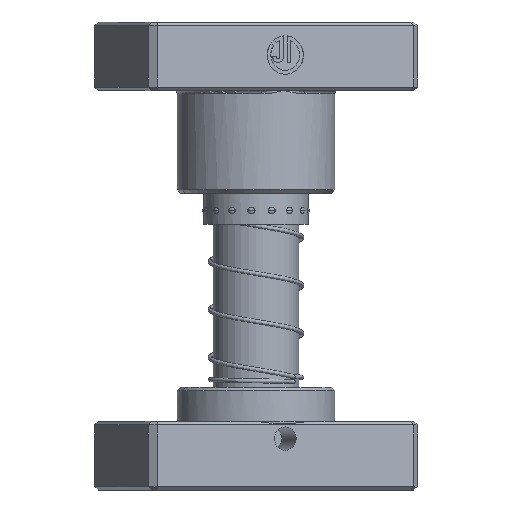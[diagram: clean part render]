
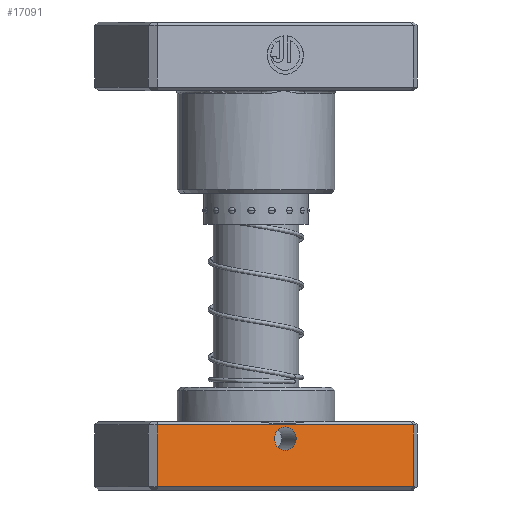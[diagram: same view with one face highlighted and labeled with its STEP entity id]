
A CAD part, front view. The second image highlights one B-rep face of the part: STEP entity #17091.
In plain terms, the highlighted face is planar.
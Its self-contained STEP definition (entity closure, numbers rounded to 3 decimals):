
#1410 = VECTOR ( 'NONE', #29196, 1000. ) ;
#1518 = VERTEX_POINT ( 'NONE', #32322 ) ;
#1726 = EDGE_CURVE ( 'NONE', #1518, #41143, #40886, .T. ) ;
#2758 = EDGE_CURVE ( 'NONE', #25326, #1518, #8988, .T. ) ;
#4101 = AXIS2_PLACEMENT_3D ( 'NONE', #28969, #9613, #32179 ) ;
#4245 = DIRECTION ( 'NONE',  ( 0., 1., 0. ) ) ;
#5023 = VERTEX_POINT ( 'NONE', #35324 ) ;
#8787 = DIRECTION ( 'NONE',  ( 0., -1., 0. ) ) ;
#8878 = CARTESIAN_POINT ( 'NONE',  ( 40., -24., 19. ) ) ;
#8988 = LINE ( 'NONE', #22704, #1410 ) ;
#9557 = DIRECTION ( 'NONE',  ( -1., 0., 0. ) ) ;
#9613 = DIRECTION ( 'NONE',  ( 0., -1., 0. ) ) ;
#9652 = AXIS2_PLACEMENT_3D ( 'NONE', #28150, #8787, #31398 ) ;
#10250 = CARTESIAN_POINT ( 'NONE',  ( -40., -24., 19. ) ) ;
#10456 = ORIENTED_EDGE ( 'NONE', *, *, #2758, .T. ) ;
#10641 = CARTESIAN_POINT ( 'NONE',  ( -40., -24., 20. ) ) ;
#11080 = EDGE_LOOP ( 'NONE', ( #10456, #26684, #16431, #28609 ) ) ;
#15596 = EDGE_CURVE ( 'NONE', #5023, #29578, #39150, .T. ) ;
#15805 = CARTESIAN_POINT ( 'NONE',  ( -40., -24., 19. ) ) ;
#16204 = EDGE_CURVE ( 'NONE', #39346, #25326, #32578, .T. ) ;
#16431 = ORIENTED_EDGE ( 'NONE', *, *, #24470, .F. ) ;
#17081 = CARTESIAN_POINT ( 'NONE',  ( -40., -24., 1. ) ) ;
#17091 = ADVANCED_FACE ( 'NONE', ( #28972, #37531 ), #33053, .F. ) ;
#19055 = EDGE_CURVE ( 'NONE', #29578, #5023, #34352, .T. ) ;
#20321 = DIRECTION ( 'NONE',  ( 1., 0., 0. ) ) ;
#20867 = CARTESIAN_POINT ( 'NONE',  ( 0., -24., 18.4 ) ) ;
#22704 = CARTESIAN_POINT ( 'NONE',  ( -40., -24., 20. ) ) ;
#24400 = VECTOR ( 'NONE', #32360, 1000. ) ;
#24470 = EDGE_CURVE ( 'NONE', #39346, #41143, #41577, .T. ) ;
#25326 = VERTEX_POINT ( 'NONE', #10250 ) ;
#26684 = ORIENTED_EDGE ( 'NONE', *, *, #1726, .T. ) ;
#26872 = DIRECTION ( 'NONE',  ( 0., 0., 1. ) ) ;
#28150 = CARTESIAN_POINT ( 'NONE',  ( 0., -24., 15. ) ) ;
#28609 = ORIENTED_EDGE ( 'NONE', *, *, #16204, .T. ) ;
#28969 = CARTESIAN_POINT ( 'NONE',  ( 0., -24., 15. ) ) ;
#28972 = FACE_BOUND ( 'NONE', #32130, .T. ) ;
#29196 = DIRECTION ( 'NONE',  ( 0., 0., -1. ) ) ;
#29578 = VERTEX_POINT ( 'NONE', #20867 ) ;
#31398 = DIRECTION ( 'NONE',  ( 0., 0., -1. ) ) ;
#31598 = VECTOR ( 'NONE', #9557, 1000. ) ;
#32130 = EDGE_LOOP ( 'NONE', ( #38421, #38396 ) ) ;
#32179 = DIRECTION ( 'NONE',  ( 0., 0., -1. ) ) ;
#32322 = CARTESIAN_POINT ( 'NONE',  ( -40., -24., 1. ) ) ;
#32360 = DIRECTION ( 'NONE',  ( 0., 0., -1. ) ) ;
#32578 = LINE ( 'NONE', #15805, #31598 ) ;
#33053 = PLANE ( 'NONE',  #33203 ) ;
#33203 = AXIS2_PLACEMENT_3D ( 'NONE', #10641, #4245, #26872 ) ;
#34352 = CIRCLE ( 'NONE', #4101, 3.4 ) ;
#35324 = CARTESIAN_POINT ( 'NONE',  ( 0., -24., 11.6 ) ) ;
#35589 = CARTESIAN_POINT ( 'NONE',  ( 40., -24., 20. ) ) ;
#36303 = CARTESIAN_POINT ( 'NONE',  ( 40., -24., 1. ) ) ;
#37531 = FACE_OUTER_BOUND ( 'NONE', #11080, .T. ) ;
#38396 = ORIENTED_EDGE ( 'NONE', *, *, #19055, .F. ) ;
#38421 = ORIENTED_EDGE ( 'NONE', *, *, #15596, .F. ) ;
#39150 = CIRCLE ( 'NONE', #9652, 3.4 ) ;
#39346 = VERTEX_POINT ( 'NONE', #8878 ) ;
#39855 = VECTOR ( 'NONE', #20321, 1000. ) ;
#40886 = LINE ( 'NONE', #17081, #39855 ) ;
#41143 = VERTEX_POINT ( 'NONE', #36303 ) ;
#41577 = LINE ( 'NONE', #35589, #24400 ) ;
